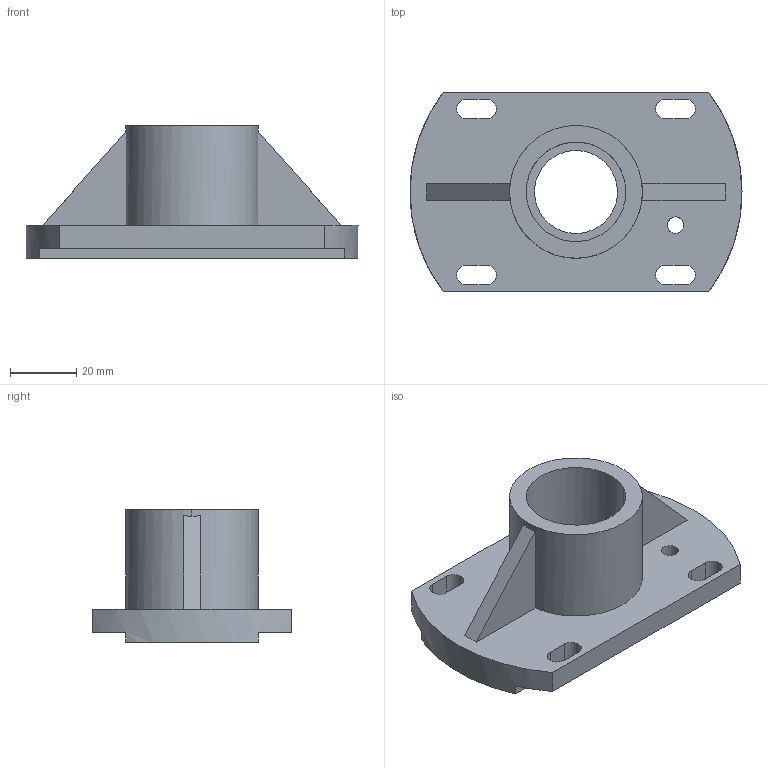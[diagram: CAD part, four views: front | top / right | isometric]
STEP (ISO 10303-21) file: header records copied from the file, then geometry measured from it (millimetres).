
FILE_DESCRIPTION(('GDT_Test.CATPart','.'),'2;1');
FILE_NAME('.','2005-01-27T14:34:53+01:00',('.'),('.'),'T-Systems COM/FOX Version 2.3.0','CATIA V5','.');
FILE_SCHEMA(('AUTOMOTIVE_DESIGN { 1 0 10303 214 1 1 1 1 }'));
Length unit declared in the file: millimetre
Products named in the file (1): GDT_Test.CATPart
Bounding box: 100 x 60 x 40 mm (x, y, z)
Volume: 63233.8 mm3; surface area: 22246 mm2
Topology: 1 solids, 1 shells, 42 faces, 114 edges, 76 vertices
Faces by surface type: plane 24, cylinder 18
Entity records: 1564 total; most frequent: CARTESIAN_POINT 542, ORIENTED_EDGE 228, DIRECTION 140, EDGE_CURVE 114, VERTEX_POINT 76, VECTOR 70, LINE 70, EDGE_LOOP 56
